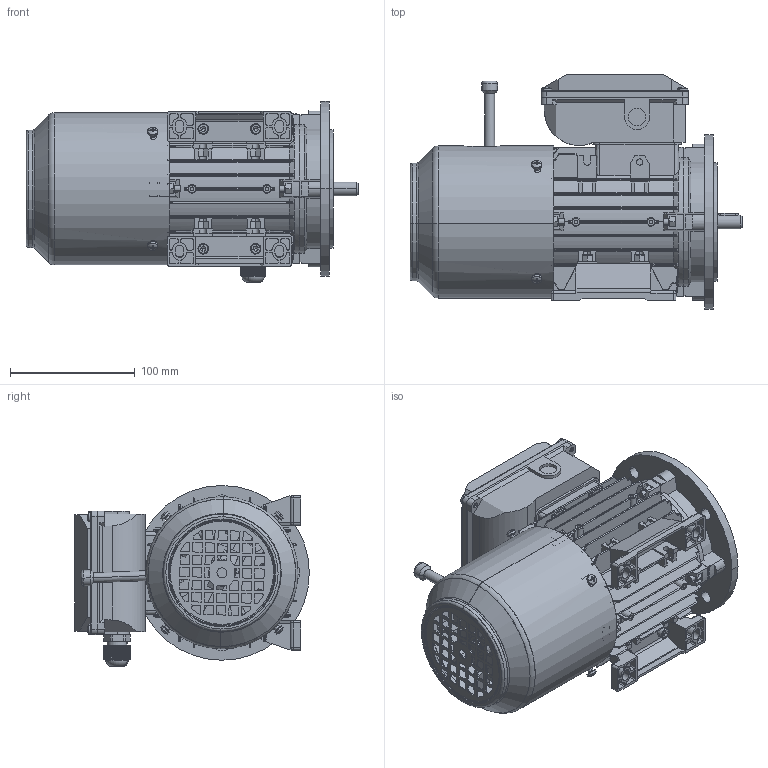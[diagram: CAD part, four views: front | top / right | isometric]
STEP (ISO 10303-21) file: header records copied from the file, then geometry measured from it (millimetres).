
FILE_DESCRIPTION (( 'STEP AP203' ), '1' );
FILE_NAME ('TB63 B35(MY諉盄碟ｊ倰).STEP', '2021-10-28T06:52:29', ( '' ), ( '' ), 'SwSTEP 2.0', 'SolidWorks 2014', '' );
FILE_SCHEMA (( 'CONFIG_CONTROL_DESIGN' ));
Length unit declared in the file: millimetre
Products named in the file (19): TAN63 菁褐; MY63-71 T倰諉盄碟裔; TB63 蛌粣; 怢宒63瑞珔囀傍; TB63 B35(MY諉盄碟ｊ倰); Hexagon nuts grade C GB_GB_FASTENER_NUT_SNC1 M5-N; TB63瑞欶; TAN63 儂褲; Hexagon socket head cap screws GB_GB_FASTENER_SCREWS_HSHCS M5X16-N; MY63-71 T倰諉盄碟釱; Cross recessed thread forming screws GB_GB_CROSS_SCREWS_TYPE138 M4X10-N; 怢宒63瑞珔; Hexagon socket head cap screws GB_GB_FASTENER_SCREWS_HSHCS M5X25-N; 堤盄蹟杶M16; TB63 綴裔; TAN63 B5裔; MY63-71諉盄碟II倰郪磁; Plain parallel keys_GB_CONNECTING_PIECE_KEYS_CSK 4X16; ZDQ63
Assembly tree (47 placements, depth 3):
  TB63 B35(MY諉盄碟ｊ倰)
    TAN63 儂褲
    TB63 綴裔
    TB63 蛌粣
    Cross recessed thread forming screws GB_GB_CROSS_SCREWS_TYPE138 M4X10-N  x4
    Plain parallel keys_GB_CONNECTING_PIECE_KEYS_CSK 4X16
    Hexagon nuts grade C GB_GB_FASTENER_NUT_SNC1 M5-N  x12
    Hexagon socket head cap screws GB_GB_FASTENER_SCREWS_HSHCS M5X25-N  x8
    TAN63 菁褐  x2
    Hexagon socket head cap screws GB_GB_FASTENER_SCREWS_HSHCS M5X16-N  x4
    TAN63 B5裔
    怢宒63瑞珔囀傍
    怢宒63瑞珔
    ZDQ63
    TB63瑞欶
    MY63-71諉盄碟II倰郪磁
      Cross recessed thread forming screws GB_GB_CROSS_SCREWS_TYPE138 M4X10-N  x4
      堤盄蹟杶M16
      MY63-71 T倰諉盄碟裔
      MY63-71 T倰諉盄碟釱
Bounding box: 266 x 188 x 145.04 mm (x, y, z)
Volume: 826511.7 mm3; surface area: 529897.8 mm2
Topology: 46 solids, 46 shells, 4297 faces, 11286 edges, 7150 vertices
Faces by surface type: plane 2187, cylinder 1108, bspline 478, cone 358, torus 138, sphere 28
Entity records: 126732 total; most frequent: CARTESIAN_POINT 39259, ORIENTED_EDGE 18926, DIRECTION 16151, EDGE_CURVE 9463, VERTEX_POINT 6042, AXIS2_PLACEMENT_3D 5594, VECTOR 4963, LINE 4963
